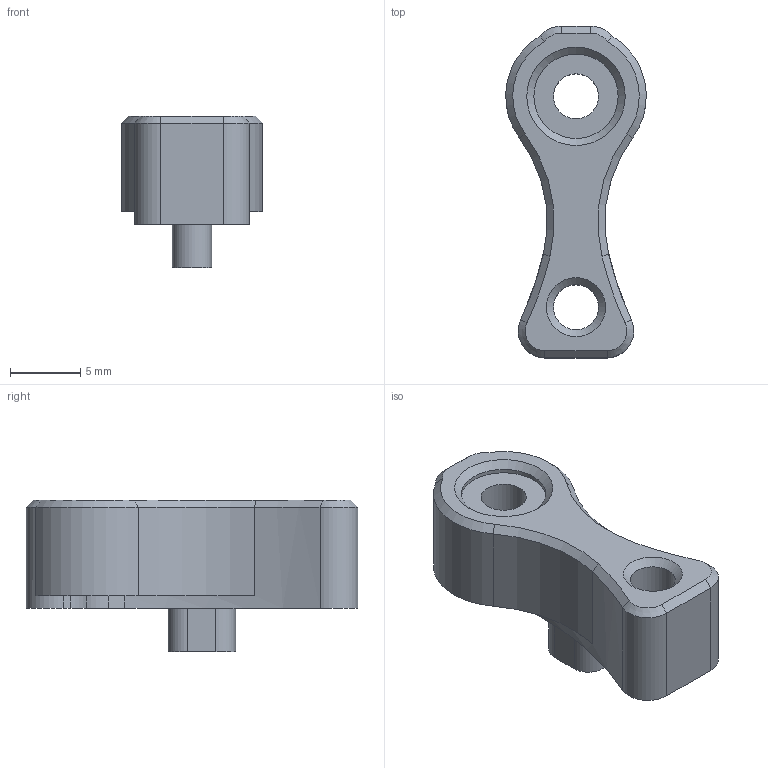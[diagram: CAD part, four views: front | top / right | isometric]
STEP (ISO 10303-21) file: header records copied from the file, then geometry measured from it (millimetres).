
FILE_DESCRIPTION(/* description */ (''),/* implementation_level */ '2;1');
FILE_NAME(/* name */ 'face_cushionholder.step',/* time_stamp */ '2024-04-18T19:15:26+01:00',/* author */ (''),/* organization */ (''),/* preprocessor_version */ 'ST-DEVELOPER v20',/* originating_system */ 'Autodesk Translation Framework v12.20.1.177',/* authorisation */ '');
FILE_SCHEMA (('AUTOMOTIVE_DESIGN { 1 0 10303 214 3 1 1 }'));
Length unit declared in the file: millimetre
Products named in the file (1): Fusion-Komponente
Bounding box: 9.99 x 23.6 x 10.8 mm (x, y, z)
Volume: 1069.2 mm3; surface area: 932 mm2
Topology: 1 solids, 1 shells, 47 faces, 115 edges, 72 vertices
Faces by surface type: cylinder 21, plane 14, cone 12
Full cylindrical faces by diameter (mm): 3.2 x2, 6 x1
Entity records: 1438 total; most frequent: DIRECTION 267, CARTESIAN_POINT 241, ORIENTED_EDGE 230, EDGE_CURVE 115, AXIS2_PLACEMENT_3D 106, VERTEX_POINT 72, CIRCLE 58, LINE 55
